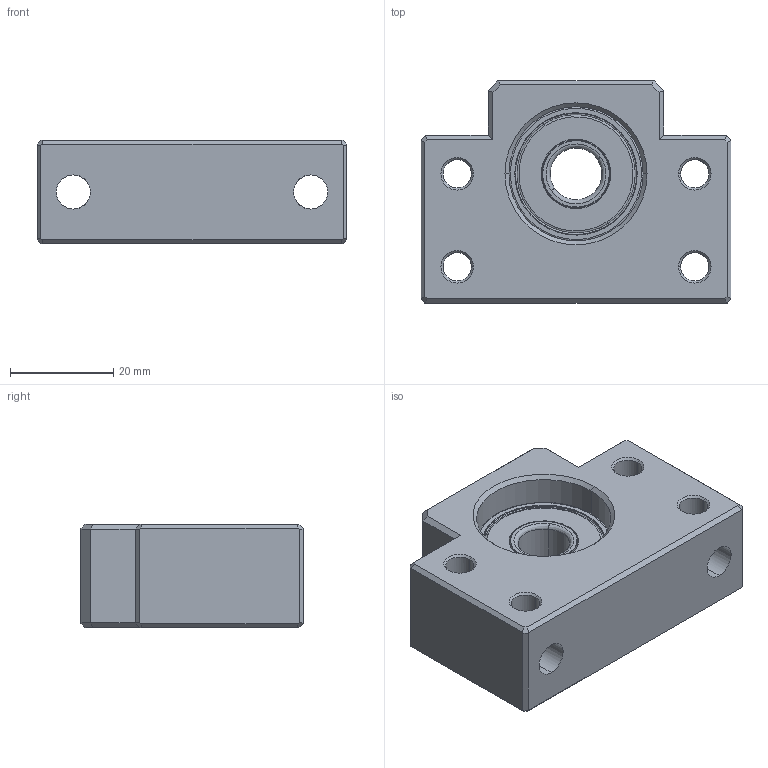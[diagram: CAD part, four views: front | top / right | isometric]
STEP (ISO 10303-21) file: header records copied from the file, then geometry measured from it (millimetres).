
FILE_DESCRIPTION (( 'STEP AP214' ), '1' );
FILE_NAME ('BFN12-Rollco.step', '2023-04-27T09:34:51', ( '' ), ( '' ), 'SwSTEP 2.0', 'SolidWorks 2010', '' );
FILE_SCHEMA (( 'AUTOMOTIVE_DESIGN' ));
Length unit declared in the file: millimetre
Products named in the file (5): BF12_Bearing_Housing; 6000_Inner_Ring; 6000_Outer_Ring; 6000_Bearing_Sealing; BFN12-Rollco
Assembly tree (5 placements, depth 2):
  BFN12-Rollco
    BF12_Bearing_Housing
    6000_Bearing_Sealing  x2
    6000_Outer_Ring
    6000_Inner_Ring
Bounding box: 60 x 43 x 20 mm (x, y, z)
Volume: 33767.5 mm3; surface area: 14436.7 mm2
Topology: 5 solids, 5 shells, 205 faces, 518 edges, 322 vertices
Faces by surface type: bspline 62, plane 59, cylinder 56, cone 28
Entity records: 7734 total; most frequent: CARTESIAN_POINT 3145, ORIENTED_EDGE 956, DIRECTION 906, EDGE_CURVE 478, AXIS2_PLACEMENT_3D 353, VERTEX_POINT 296, EDGE_LOOP 216, CIRCLE 210
